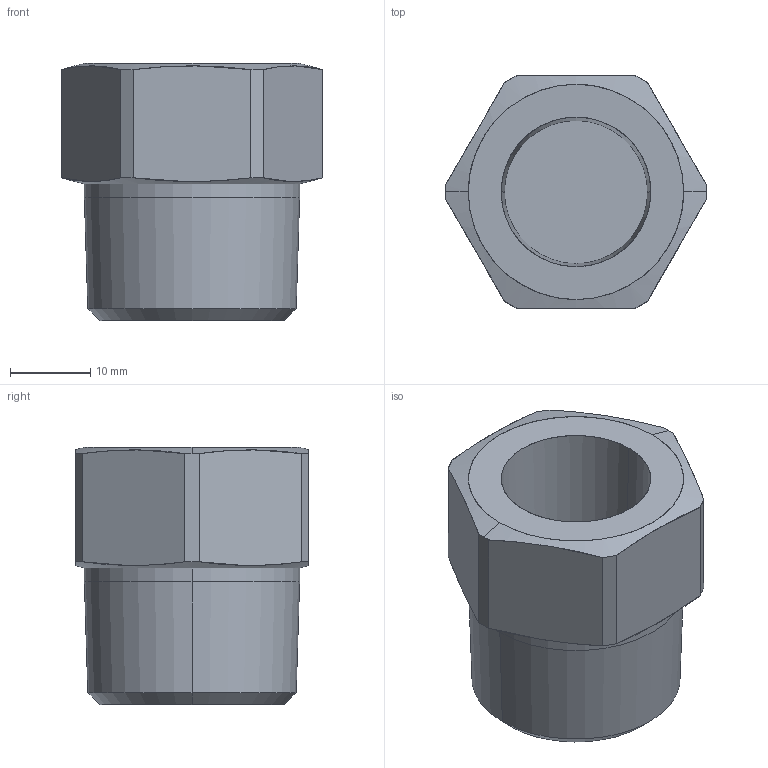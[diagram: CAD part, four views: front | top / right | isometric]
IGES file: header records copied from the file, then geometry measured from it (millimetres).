
Start section: Elysium IGES Interface
Global section: file name: ‚ ‚ \PF06-04_.igs; native system: Unknown; preprocessor: Unknown; author: CADDoctor; organization: ELYSIUM; date: 20170704.181826; units: millimetre
Bounding box: 32.5 x 29 x 32 mm (x, y, z)
Surface area: 9727.5 mm2 (no closed solid volume)
Topology: 0 solids, 0 shells, 54 faces, 272 edges, 272 vertices
Faces by surface type: bspline 54
